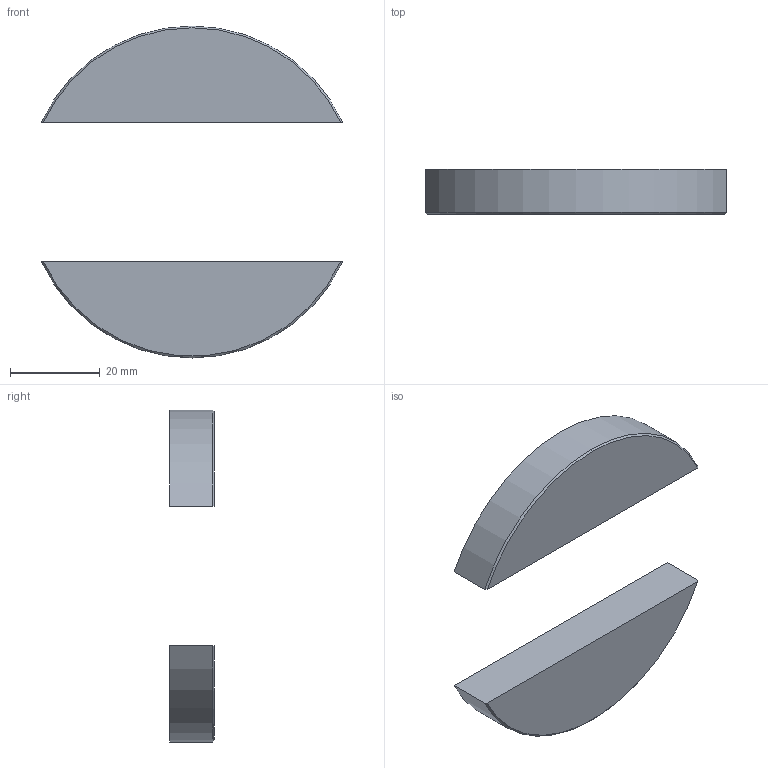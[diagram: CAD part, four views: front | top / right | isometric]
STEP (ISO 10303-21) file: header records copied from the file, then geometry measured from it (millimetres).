
FILE_DESCRIPTION (( 'STEP AP214' ), '1' );
FILE_NAME ('Cintreur phare.STEP', '2019-04-28T08:55:36', ( '' ), ( '' ), 'SwSTEP 2.0', 'SolidWorks 2018', '' );
FILE_SCHEMA (( 'AUTOMOTIVE_DESIGN' ));
Length unit declared in the file: millimetre
Products named in the file (1): Cintreur phare
Bounding box: 67.19 x 10 x 74 mm (x, y, z)
Volume: 20744.8 mm3; surface area: 7140.5 mm2
Topology: 2 solids, 2 shells, 12 faces, 24 edges, 16 vertices
Faces by surface type: plane 6, cylinder 3, cone 3
Entity records: 365 total; most frequent: CARTESIAN_POINT 65, DIRECTION 56, ORIENTED_EDGE 48, EDGE_CURVE 24, AXIS2_PLACEMENT_3D 23, VERTEX_POINT 16, EDGE_LOOP 12, FACE_OUTER_BOUND 12
